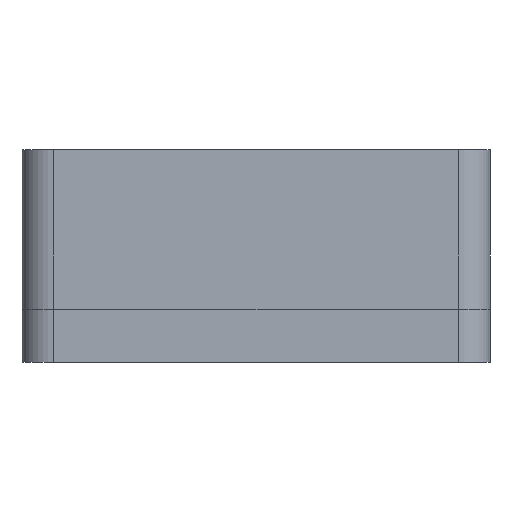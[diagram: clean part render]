
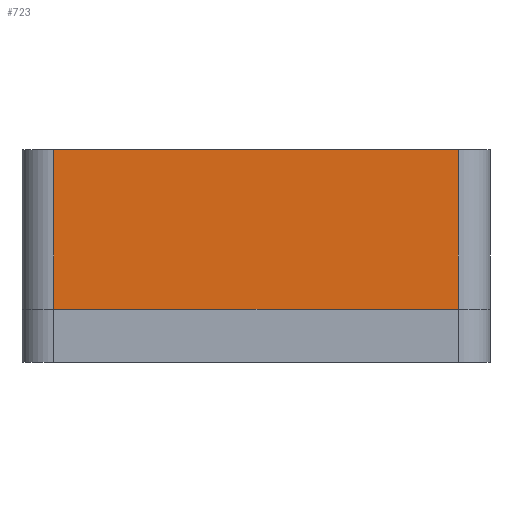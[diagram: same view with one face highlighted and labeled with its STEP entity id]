
A CAD part, left-side view. The second image highlights one B-rep face of the part: STEP entity #723.
In plain terms, the highlighted planar face has unit normal (-1, 0, 0).
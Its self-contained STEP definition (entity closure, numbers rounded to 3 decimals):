
#286 = VERTEX_POINT('',#287);
#287 = CARTESIAN_POINT('',(-79.,3.,5.));
#294 = EDGE_CURVE('',#295,#286,#297,.T.);
#295 = VERTEX_POINT('',#296);
#296 = CARTESIAN_POINT('',(-79.,41.,5.));
#297 = LINE('',#298,#299);
#298 = CARTESIAN_POINT('',(-79.,44.,5.));
#299 = VECTOR('',#300,1.);
#300 = DIRECTION('',(0.,-1.,0.));
#351 = VERTEX_POINT('',#352);
#352 = CARTESIAN_POINT('',(-79.,41.,20.));
#359 = EDGE_CURVE('',#351,#360,#362,.T.);
#360 = VERTEX_POINT('',#361);
#361 = CARTESIAN_POINT('',(-79.,3.,20.));
#362 = LINE('',#363,#364);
#363 = CARTESIAN_POINT('',(-79.,44.,20.));
#364 = VECTOR('',#365,1.);
#365 = DIRECTION('',(0.,-1.,0.));
#522 = EDGE_CURVE('',#295,#351,#523,.T.);
#523 = LINE('',#524,#525);
#524 = CARTESIAN_POINT('',(-79.,41.,5.));
#525 = VECTOR('',#526,1.);
#526 = DIRECTION('',(0.,0.,1.));
#723 = ADVANCED_FACE('',(#724),#735,.F.);
#724 = FACE_BOUND('',#725,.F.);
#725 = EDGE_LOOP('',(#726,#727,#728,#729));
#726 = ORIENTED_EDGE('',*,*,#294,.F.);
#727 = ORIENTED_EDGE('',*,*,#522,.T.);
#728 = ORIENTED_EDGE('',*,*,#359,.T.);
#729 = ORIENTED_EDGE('',*,*,#730,.F.);
#730 = EDGE_CURVE('',#286,#360,#731,.T.);
#731 = LINE('',#732,#733);
#732 = CARTESIAN_POINT('',(-79.,3.,5.));
#733 = VECTOR('',#734,1.);
#734 = DIRECTION('',(0.,0.,1.));
#735 = PLANE('',#736);
#736 = AXIS2_PLACEMENT_3D('',#737,#738,#739);
#737 = CARTESIAN_POINT('',(-79.,44.,5.));
#738 = DIRECTION('',(1.,0.,0.));
#739 = DIRECTION('',(0.,-1.,0.));
